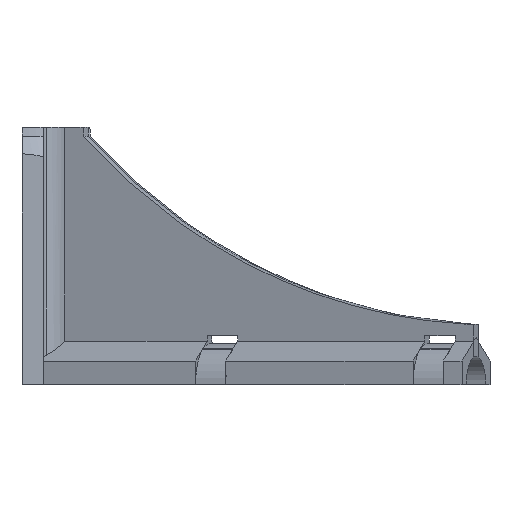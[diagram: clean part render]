
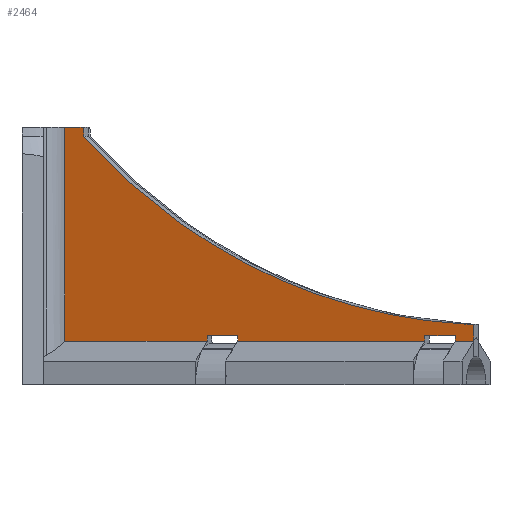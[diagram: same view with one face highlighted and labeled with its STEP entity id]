
A CAD part, front view. The second image highlights one B-rep face of the part: STEP entity #2464.
In plain terms, the highlighted planar face has unit normal (-0.342, -0.94, 0).
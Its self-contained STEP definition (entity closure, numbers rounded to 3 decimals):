
#346 = VERTEX_POINT('',#347);
#347 = CARTESIAN_POINT('',(211.125,-80.036,
    20.263));
#1202 = EDGE_CURVE('',#1203,#346,#1205,.T.);
#1203 = VERTEX_POINT('',#1204);
#1204 = CARTESIAN_POINT('',(202.393,-76.858,
    20.263));
#1205 = LINE('',#1206,#1207);
#1206 = CARTESIAN_POINT('',(115.652,-45.287,
    20.263));
#1207 = VECTOR('',#1208,1.);
#1208 = DIRECTION('',(0.94,-0.342,0.));
#1227 = VERTEX_POINT('',#1228);
#1228 = CARTESIAN_POINT('',(188.297,-71.727,
    20.263));
#1234 = EDGE_CURVE('',#1235,#1227,#1237,.T.);
#1235 = VERTEX_POINT('',#1236);
#1236 = CARTESIAN_POINT('',(100.854,-39.9,
    20.263));
#1237 = LINE('',#1238,#1239);
#1238 = CARTESIAN_POINT('',(115.652,-45.287,
    20.263));
#1239 = VECTOR('',#1240,1.);
#1240 = DIRECTION('',(0.94,-0.342,0.));
#1259 = VERTEX_POINT('',#1260);
#1260 = CARTESIAN_POINT('',(86.758,-34.77,
    20.263));
#1266 = EDGE_CURVE('',#1267,#1259,#1269,.T.);
#1267 = VERTEX_POINT('',#1268);
#1268 = CARTESIAN_POINT('',(20.179,-10.537,
    20.263));
#1269 = LINE('',#1270,#1271);
#1270 = CARTESIAN_POINT('',(115.652,-45.287,
    20.263));
#1271 = VECTOR('',#1272,1.);
#1272 = DIRECTION('',(0.94,-0.342,0.));
#1514 = VERTEX_POINT('',#1515);
#1515 = CARTESIAN_POINT('',(20.179,-10.537,120.));
#1522 = EDGE_CURVE('',#1514,#1523,#1525,.T.);
#1523 = VERTEX_POINT('',#1524);
#1524 = CARTESIAN_POINT('',(28.79,-13.671,120.));
#1525 = LINE('',#1526,#1527);
#1526 = CARTESIAN_POINT('',(20.179,-10.537,120.));
#1527 = VECTOR('',#1528,1.);
#1528 = DIRECTION('',(0.94,-0.342,0.));
#2454 = EDGE_CURVE('',#1267,#1514,#2455,.T.);
#2455 = LINE('',#2456,#2457);
#2456 = CARTESIAN_POINT('',(20.179,-10.537,0.));
#2457 = VECTOR('',#2458,1.);
#2458 = DIRECTION('',(0.,0.,1.));
#2464 = ADVANCED_FACE('',(#2465),#2582,.F.);
#2465 = FACE_BOUND('',#2466,.F.);
#2466 = EDGE_LOOP('',(#2467,#2468,#2469,#2470,#2479,#2521,#2530,#2536,
    #2537,#2545,#2553,#2559,#2560,#2568,#2576));
#2467 = ORIENTED_EDGE('',*,*,#1266,.F.);
#2468 = ORIENTED_EDGE('',*,*,#2454,.T.);
#2469 = ORIENTED_EDGE('',*,*,#1522,.T.);
#2470 = ORIENTED_EDGE('',*,*,#2471,.F.);
#2471 = EDGE_CURVE('',#2472,#1523,#2474,.T.);
#2472 = VERTEX_POINT('',#2473);
#2473 = CARTESIAN_POINT('',(29.108,-13.787,115.831)
  );
#2474 = HYPERBOLA('',#2475,56.24,4.532);
#2475 = AXIS2_PLACEMENT_3D('',#2476,#2477,#2478);
#2476 = CARTESIAN_POINT('',(-2.234,-2.379,
    533.535));
#2477 = DIRECTION('',(0.342,0.94,0.)
  );
#2478 = DIRECTION('',(0.,0.,-1.));
#2479 = ORIENTED_EDGE('',*,*,#2480,.F.);
#2480 = EDGE_CURVE('',#2481,#2472,#2483,.T.);
#2481 = VERTEX_POINT('',#2482);
#2482 = CARTESIAN_POINT('',(206.887,-78.493,
    28.23));
#2483 = B_SPLINE_CURVE_WITH_KNOTS('',8,(#2484,#2485,#2486,#2487,#2488,
    #2489,#2490,#2491,#2492,#2493,#2494,#2495,#2496,#2497,#2498,#2499,
    #2500,#2501,#2502,#2503,#2504,#2505,#2506,#2507,#2508,#2509,#2510,
    #2511,#2512,#2513,#2514,#2515,#2516,#2517,#2518,#2519,#2520),
  .UNSPECIFIED.,.F.,.F.,(9,7,7,7,7,9),(0.,0.375,0.749,
    0.85,0.933,1.),.UNSPECIFIED.);
#2484 = CARTESIAN_POINT('',(206.887,-78.493,
    28.23));
#2485 = CARTESIAN_POINT('',(197.498,-75.076,
    28.761));
#2486 = CARTESIAN_POINT('',(188.131,-71.666,
    29.701));
#2487 = CARTESIAN_POINT('',(178.801,-68.271,
    31.047));
#2488 = CARTESIAN_POINT('',(169.529,-64.896,
    32.797));
#2489 = CARTESIAN_POINT('',(160.331,-61.548,
    34.949));
#2490 = CARTESIAN_POINT('',(151.226,-58.234,
    37.498));
#2491 = CARTESIAN_POINT('',(142.232,-54.961,
    40.438));
#2492 = CARTESIAN_POINT('',(124.517,-48.513,
    47.08));
#2493 = CARTESIAN_POINT('',(115.797,-45.339,
    50.781));
#2494 = CARTESIAN_POINT('',(107.22,-42.217,
    54.858));
#2495 = CARTESIAN_POINT('',(98.804,-39.154,
    59.303));
#2496 = CARTESIAN_POINT('',(90.565,-36.156,
    64.11));
#2497 = CARTESIAN_POINT('',(82.518,-33.227,
    69.266));
#2498 = CARTESIAN_POINT('',(74.679,-30.373,
    74.763));
#2499 = CARTESIAN_POINT('',(65.002,-26.851,
    82.162));
#2500 = CARTESIAN_POINT('',(62.96,-26.108,
    83.76));
#2501 = CARTESIAN_POINT('',(60.933,-25.37,
    85.381));
#2502 = CARTESIAN_POINT('',(58.924,-24.639,
    87.026));
#2503 = CARTESIAN_POINT('',(56.932,-23.914,
    88.695));
#2504 = CARTESIAN_POINT('',(54.957,-23.195,
    90.386));
#2505 = CARTESIAN_POINT('',(52.999,-22.483,
    92.1));
#2506 = CARTESIAN_POINT('',(49.464,-21.196,
    95.264));
#2507 = CARTESIAN_POINT('',(47.881,-20.62,
    96.707));
#2508 = CARTESIAN_POINT('',(46.31,-20.048,
    98.165));
#2509 = CARTESIAN_POINT('',(44.751,-19.481,
    99.637));
#2510 = CARTESIAN_POINT('',(43.205,-18.918,
    101.125));
#2511 = CARTESIAN_POINT('',(41.671,-18.359,
    102.626));
#2512 = CARTESIAN_POINT('',(40.149,-17.806,
    104.142));
#2513 = CARTESIAN_POINT('',(37.42,-16.812,
    106.911));
#2514 = CARTESIAN_POINT('',(36.207,-16.371,
    108.158));
#2515 = CARTESIAN_POINT('',(35.003,-15.933,
    109.415));
#2516 = CARTESIAN_POINT('',(33.807,-15.497,
    110.681));
#2517 = CARTESIAN_POINT('',(32.62,-15.065,
    111.955));
#2518 = CARTESIAN_POINT('',(31.441,-14.636,
    113.238));
#2519 = CARTESIAN_POINT('',(30.27,-14.21,
    114.53));
#2520 = CARTESIAN_POINT('',(29.108,-13.787,115.831)
  );
#2521 = ORIENTED_EDGE('',*,*,#2522,.F.);
#2522 = EDGE_CURVE('',#2523,#2481,#2525,.T.);
#2523 = VERTEX_POINT('',#2524);
#2524 = CARTESIAN_POINT('',(211.125,-80.036,
    27.99));
#2525 = HYPERBOLA('',#2526,0.241,4.532);
#2526 = AXIS2_PLACEMENT_3D('',#2527,#2528,#2529);
#2527 = CARTESIAN_POINT('',(-2.234,-2.379,
    40.075));
#2528 = DIRECTION('',(0.342,0.94,0.)
  );
#2529 = DIRECTION('',(0.,0.,-1.));
#2530 = ORIENTED_EDGE('',*,*,#2531,.F.);
#2531 = EDGE_CURVE('',#346,#2523,#2532,.T.);
#2532 = LINE('',#2533,#2534);
#2533 = CARTESIAN_POINT('',(211.125,-80.036,0.));
#2534 = VECTOR('',#2535,1.);
#2535 = DIRECTION('',(0.,0.,1.));
#2536 = ORIENTED_EDGE('',*,*,#1202,.F.);
#2537 = ORIENTED_EDGE('',*,*,#2538,.T.);
#2538 = EDGE_CURVE('',#1203,#2539,#2541,.T.);
#2539 = VERTEX_POINT('',#2540);
#2540 = CARTESIAN_POINT('',(202.393,-76.858,
    22.854));
#2541 = LINE('',#2542,#2543);
#2542 = CARTESIAN_POINT('',(202.393,-76.858,0.));
#2543 = VECTOR('',#2544,1.);
#2544 = DIRECTION('',(0.,0.,1.));
#2545 = ORIENTED_EDGE('',*,*,#2546,.T.);
#2546 = EDGE_CURVE('',#2539,#2547,#2549,.T.);
#2547 = VERTEX_POINT('',#2548);
#2548 = CARTESIAN_POINT('',(188.297,-71.727,
    22.854));
#2549 = LINE('',#2550,#2551);
#2550 = CARTESIAN_POINT('',(202.393,-76.858,
    22.854));
#2551 = VECTOR('',#2552,1.);
#2552 = DIRECTION('',(-0.94,0.342,0.));
#2553 = ORIENTED_EDGE('',*,*,#2554,.T.);
#2554 = EDGE_CURVE('',#2547,#1227,#2555,.T.);
#2555 = LINE('',#2556,#2557);
#2556 = CARTESIAN_POINT('',(188.297,-71.727,0.));
#2557 = VECTOR('',#2558,1.);
#2558 = DIRECTION('',(0.,0.,-1.));
#2559 = ORIENTED_EDGE('',*,*,#1234,.F.);
#2560 = ORIENTED_EDGE('',*,*,#2561,.T.);
#2561 = EDGE_CURVE('',#1235,#2562,#2564,.T.);
#2562 = VERTEX_POINT('',#2563);
#2563 = CARTESIAN_POINT('',(100.854,-39.9,
    22.854));
#2564 = LINE('',#2565,#2566);
#2565 = CARTESIAN_POINT('',(100.854,-39.9,0.));
#2566 = VECTOR('',#2567,1.);
#2567 = DIRECTION('',(0.,0.,1.));
#2568 = ORIENTED_EDGE('',*,*,#2569,.T.);
#2569 = EDGE_CURVE('',#2562,#2570,#2572,.T.);
#2570 = VERTEX_POINT('',#2571);
#2571 = CARTESIAN_POINT('',(86.758,-34.77,
    22.854));
#2572 = LINE('',#2573,#2574);
#2573 = CARTESIAN_POINT('',(100.854,-39.9,
    22.854));
#2574 = VECTOR('',#2575,1.);
#2575 = DIRECTION('',(-0.94,0.342,0.));
#2576 = ORIENTED_EDGE('',*,*,#2577,.T.);
#2577 = EDGE_CURVE('',#2570,#1259,#2578,.T.);
#2578 = LINE('',#2579,#2580);
#2579 = CARTESIAN_POINT('',(86.758,-34.77,0.));
#2580 = VECTOR('',#2581,1.);
#2581 = DIRECTION('',(0.,0.,-1.));
#2582 = PLANE('',#2583);
#2583 = AXIS2_PLACEMENT_3D('',#2584,#2585,#2586);
#2584 = CARTESIAN_POINT('',(20.179,-10.537,0.));
#2585 = DIRECTION('',(0.342,0.94,0.));
#2586 = DIRECTION('',(0.94,-0.342,0.));
